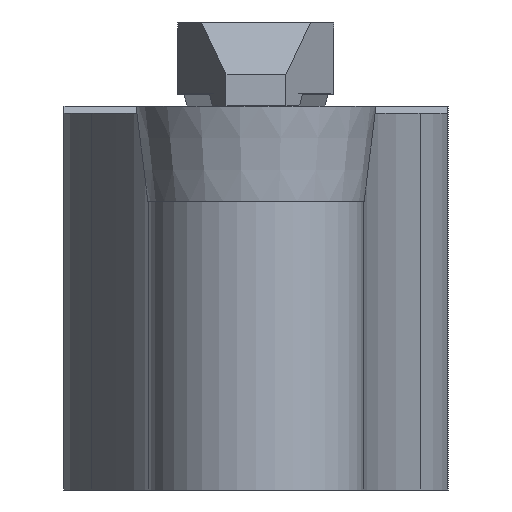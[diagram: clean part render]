
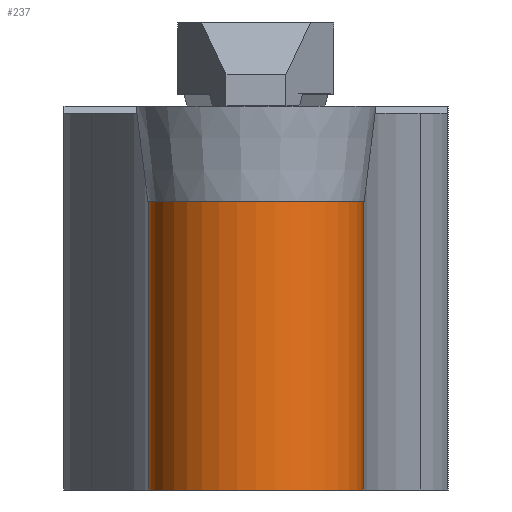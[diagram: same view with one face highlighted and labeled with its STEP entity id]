
A CAD part, left-side view. The second image highlights one B-rep face of the part: STEP entity #237.
In plain terms, the highlighted cylindrical face has radius 4.463 mm (diameter 8.925 mm), a partial arc.
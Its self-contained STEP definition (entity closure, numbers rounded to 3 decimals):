
#28=CYLINDRICAL_SURFACE('',#636,4.463);
#64=LINE('',#918,#120);
#68=LINE('',#928,#124);
#120=VECTOR('',#744,1.);
#124=VECTOR('',#752,1.);
#206=FACE_OUTER_BOUND('',#276,.T.);
#237=ADVANCED_FACE('',(#206),#28,.T.);
#276=EDGE_LOOP('',(#371,#372,#373,#374));
#371=ORIENTED_EDGE('',*,*,#550,.F.);
#372=ORIENTED_EDGE('',*,*,#551,.T.);
#373=ORIENTED_EDGE('',*,*,#552,.F.);
#374=ORIENTED_EDGE('',*,*,#546,.F.);
#480=VERTEX_POINT('',#917);
#481=VERTEX_POINT('',#919);
#484=VERTEX_POINT('',#927);
#485=VERTEX_POINT('',#929);
#546=EDGE_CURVE('',#480,#481,#64,.T.);
#550=EDGE_CURVE('',#484,#480,#594,.T.);
#551=EDGE_CURVE('',#484,#485,#68,.T.);
#552=EDGE_CURVE('',#481,#485,#595,.T.);
#594=CIRCLE('',#634,4.463);
#595=CIRCLE('',#635,4.463);
#634=AXIS2_PLACEMENT_3D('',#926,#750,#751);
#635=AXIS2_PLACEMENT_3D('',#930,#753,#754);
#636=AXIS2_PLACEMENT_3D('',#931,#755,#756);
#744=DIRECTION('',(0.,0.,-1.));
#750=DIRECTION('',(0.,0.,1.));
#751=DIRECTION('',(1.,0.,0.));
#752=DIRECTION('',(0.,0.,-1.));
#753=DIRECTION('',(0.,0.,-1.));
#754=DIRECTION('',(1.,0.,0.));
#755=DIRECTION('',(0.,0.,1.));
#756=DIRECTION('',(1.,0.,0.));
#917=CARTESIAN_POINT('',(5.,-4.463,-3.97));
#918=CARTESIAN_POINT('',(5.,-4.463,-35.));
#919=CARTESIAN_POINT('',(5.,-4.463,-16.));
#926=CARTESIAN_POINT('',(5.,0.,-3.97));
#927=CARTESIAN_POINT('',(5.,4.463,-3.97));
#928=CARTESIAN_POINT('',(5.,4.463,-35.));
#929=CARTESIAN_POINT('',(5.,4.463,-16.));
#930=CARTESIAN_POINT('',(5.,0.,-16.));
#931=CARTESIAN_POINT('',(5.,0.,-35.));
